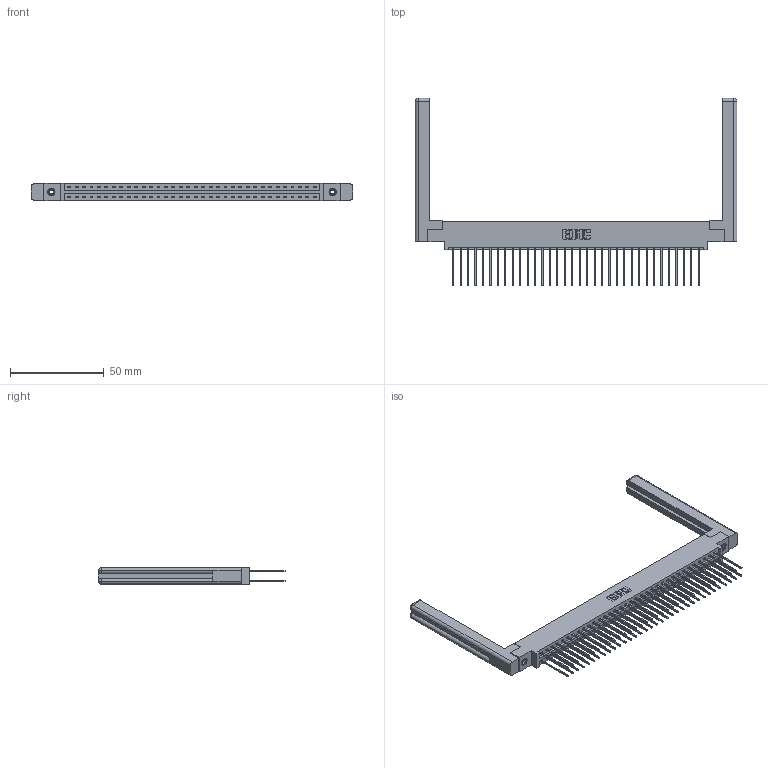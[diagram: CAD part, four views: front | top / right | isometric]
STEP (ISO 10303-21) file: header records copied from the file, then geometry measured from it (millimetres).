
FILE_DESCRIPTION (( 'STEP AP203' ), '1' );
FILE_NAME ('337-068-541-858.STEP', '2019-10-12T02:15:01', ( '' ), ( '' ), 'SwSTEP 2.0', 'SolidWorks 2016', '' );
FILE_SCHEMA (( 'CONFIG_CONTROL_DESIGN' ));
Length unit declared in the file: inch
Products named in the file (5): 345-250-001_345-250-001-102; 337-068-541-858; 345-292-001_345-293-141; 307-220-058; 337 Part_0.170 Offset - 0.156 Dia-TI
Assembly tree (73 placements, depth 2):
  337-068-541-858
    337 Part_0.170 Offset - 0.156 Dia-TI
    345-292-001_345-293-141  x68
    345-250-001_345-250-001-102  x2
    307-220-058  x2
Bounding box: 171.35 x 99.7 x 9.4 mm (x, y, z)
Volume: 25366.5 mm3; surface area: 27637.6 mm2
Topology: 73 solids, 73 shells, 3932 faces, 11625 edges, 7646 vertices
Faces by surface type: plane 2742, cylinder 1166, cone 12, torus 12
Entity records: 30180 total; most frequent: CARTESIAN_POINT 5101, ORIENTED_EDGE 4976, DIRECTION 4368, EDGE_CURVE 2488, LINE 2312, VECTOR 2312, VERTEX_POINT 1650, AXIS2_PLACEMENT_3D 1028
